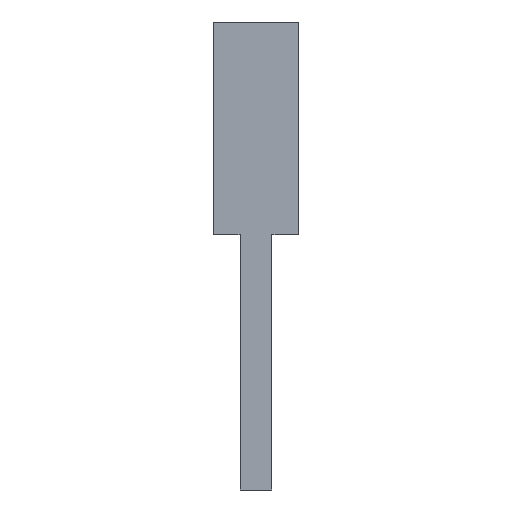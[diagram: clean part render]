
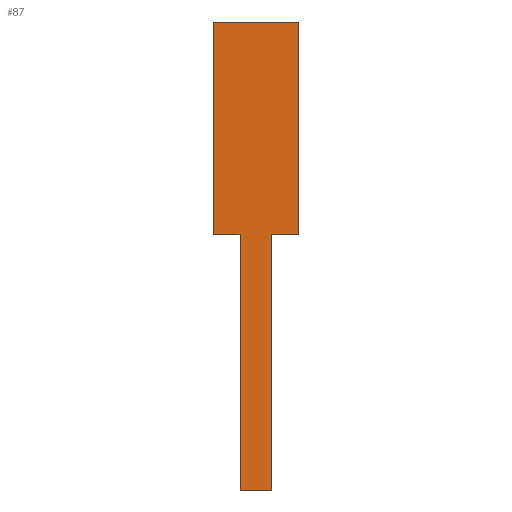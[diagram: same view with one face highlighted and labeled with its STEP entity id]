
A CAD part, left-side view. The second image highlights one B-rep face of the part: STEP entity #87.
In plain terms, the highlighted planar face has unit normal (-1, 0, 0).
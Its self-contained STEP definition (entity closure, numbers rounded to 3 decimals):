
#5 = VECTOR ( 'NONE', #288, 1000. ) ;
#11 = EDGE_CURVE ( 'NONE', #163, #252, #28, .T. ) ;
#18 = EDGE_CURVE ( 'NONE', #76, #73, #321, .T. ) ;
#19 = VECTOR ( 'NONE', #100, 1000. ) ;
#24 = VECTOR ( 'NONE', #26, 1000. ) ;
#26 = DIRECTION ( 'NONE',  ( 0., 1., 0. ) ) ;
#28 = LINE ( 'NONE', #158, #24 ) ;
#30 = DIRECTION ( 'NONE',  ( 0., 0., 1. ) ) ;
#36 = EDGE_CURVE ( 'NONE', #139, #243, #119, .T. ) ;
#45 = CARTESIAN_POINT ( 'NONE',  ( -6., 2., 0. ) ) ;
#49 = EDGE_CURVE ( 'NONE', #243, #76, #203, .T. ) ;
#50 = CARTESIAN_POINT ( 'NONE',  ( -6., 0., 0. ) ) ;
#53 = VECTOR ( 'NONE', #235, 1000. ) ;
#55 = EDGE_CURVE ( 'NONE', #218, #163, #96, .T. ) ;
#65 = EDGE_CURVE ( 'NONE', #102, #139, #138, .T. ) ;
#69 = ORIENTED_EDGE ( 'NONE', *, *, #182, .F. ) ;
#71 = CARTESIAN_POINT ( 'NONE',  ( -6., -0.75, -22. ) ) ;
#73 = VERTEX_POINT ( 'NONE', #290 ) ;
#76 = VERTEX_POINT ( 'NONE', #327 ) ;
#82 = AXIS2_PLACEMENT_3D ( 'NONE', #50, #129, #236 ) ;
#84 = VECTOR ( 'NONE', #30, 1000. ) ;
#87 = ADVANCED_FACE ( 'NONE', ( #189 ), #151, .T. ) ;
#96 = LINE ( 'NONE', #97, #5 ) ;
#97 = CARTESIAN_POINT ( 'NONE',  ( -6., 0.75, -22. ) ) ;
#100 = DIRECTION ( 'NONE',  ( 0., 0., -1. ) ) ;
#102 = VERTEX_POINT ( 'NONE', #332 ) ;
#111 = CARTESIAN_POINT ( 'NONE',  ( -6., -2., -10. ) ) ;
#112 = LINE ( 'NONE', #71, #266 ) ;
#114 = ORIENTED_EDGE ( 'NONE', *, *, #11, .F. ) ;
#117 = EDGE_CURVE ( 'NONE', #73, #218, #112, .T. ) ;
#119 = LINE ( 'NONE', #306, #19 ) ;
#120 = ORIENTED_EDGE ( 'NONE', *, *, #18, .F. ) ;
#123 = CARTESIAN_POINT ( 'NONE',  ( -6., -0.75, -10. ) ) ;
#129 = DIRECTION ( 'NONE',  ( -1., 0., 0. ) ) ;
#133 = CARTESIAN_POINT ( 'NONE',  ( -6., 0.75, -22. ) ) ;
#138 = LINE ( 'NONE', #45, #53 ) ;
#139 = VERTEX_POINT ( 'NONE', #314 ) ;
#151 = PLANE ( 'NONE',  #82 ) ;
#152 = DIRECTION ( 'NONE',  ( 0., 1., 0. ) ) ;
#158 = CARTESIAN_POINT ( 'NONE',  ( -6., 2., -10. ) ) ;
#163 = VERTEX_POINT ( 'NONE', #186 ) ;
#182 = EDGE_CURVE ( 'NONE', #252, #102, #307, .T. ) ;
#186 = CARTESIAN_POINT ( 'NONE',  ( -6., 0.75, -10. ) ) ;
#187 = CARTESIAN_POINT ( 'NONE',  ( -6., 2., -10. ) ) ;
#189 = FACE_OUTER_BOUND ( 'NONE', #201, .T. ) ;
#193 = CARTESIAN_POINT ( 'NONE',  ( -6., 2., -10. ) ) ;
#197 = ORIENTED_EDGE ( 'NONE', *, *, #55, .F. ) ;
#201 = EDGE_LOOP ( 'NONE', ( #329, #69, #114, #197, #209, #120, #330, #269 ) ) ;
#203 = LINE ( 'NONE', #328, #326 ) ;
#205 = DIRECTION ( 'NONE',  ( 0., 0., -1. ) ) ;
#209 = ORIENTED_EDGE ( 'NONE', *, *, #117, .F. ) ;
#218 = VERTEX_POINT ( 'NONE', #133 ) ;
#235 = DIRECTION ( 'NONE',  ( 0., -1., 0. ) ) ;
#236 = DIRECTION ( 'NONE',  ( 0., 0., 1. ) ) ;
#243 = VERTEX_POINT ( 'NONE', #111 ) ;
#252 = VERTEX_POINT ( 'NONE', #193 ) ;
#261 = VECTOR ( 'NONE', #205, 1000. ) ;
#266 = VECTOR ( 'NONE', #291, 1000. ) ;
#269 = ORIENTED_EDGE ( 'NONE', *, *, #36, .F. ) ;
#288 = DIRECTION ( 'NONE',  ( 0., 0., 1. ) ) ;
#290 = CARTESIAN_POINT ( 'NONE',  ( -6., -0.75, -22. ) ) ;
#291 = DIRECTION ( 'NONE',  ( 0., 1., 0. ) ) ;
#306 = CARTESIAN_POINT ( 'NONE',  ( -6., -2., -10. ) ) ;
#307 = LINE ( 'NONE', #187, #84 ) ;
#314 = CARTESIAN_POINT ( 'NONE',  ( -6., -2., 0. ) ) ;
#321 = LINE ( 'NONE', #123, #261 ) ;
#326 = VECTOR ( 'NONE', #152, 1000. ) ;
#327 = CARTESIAN_POINT ( 'NONE',  ( -6., -0.75, -10. ) ) ;
#328 = CARTESIAN_POINT ( 'NONE',  ( -6., -0.75, -10. ) ) ;
#329 = ORIENTED_EDGE ( 'NONE', *, *, #65, .F. ) ;
#330 = ORIENTED_EDGE ( 'NONE', *, *, #49, .F. ) ;
#332 = CARTESIAN_POINT ( 'NONE',  ( -6., 2., 0. ) ) ;
